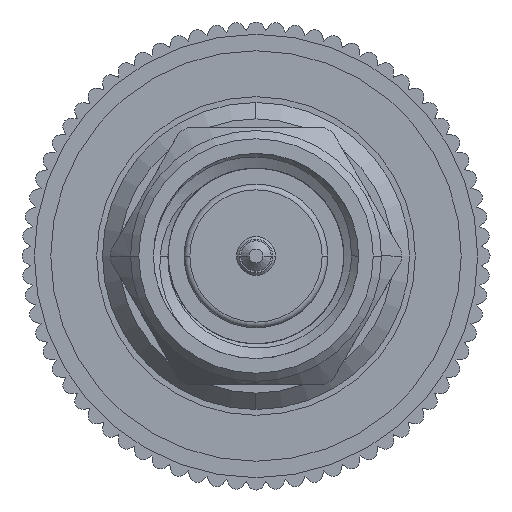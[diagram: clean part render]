
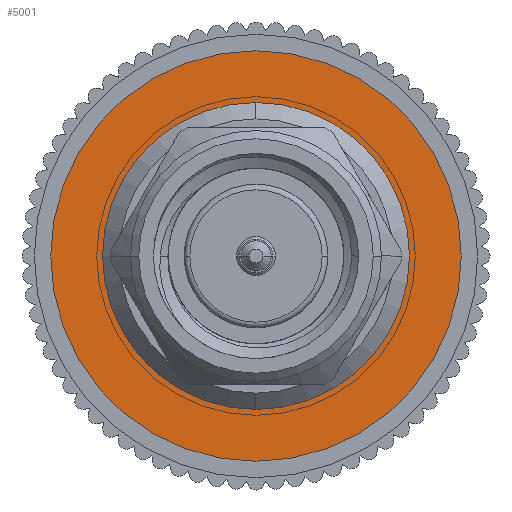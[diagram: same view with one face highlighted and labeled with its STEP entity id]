
A CAD part, left-side view. The second image highlights one B-rep face of the part: STEP entity #5001.
In plain terms, the highlighted face is planar.
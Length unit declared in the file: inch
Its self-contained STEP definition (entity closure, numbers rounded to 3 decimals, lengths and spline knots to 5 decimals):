
#181 = CARTESIAN_POINT ( 'NONE',  ( -0.25, 0., -0.572 ) ) ;
#430 = EDGE_LOOP ( 'NONE', ( #6361, #1389 ) ) ;
#1107 = FACE_BOUND ( 'NONE', #22505, .T. ) ;
#1389 = ORIENTED_EDGE ( 'NONE', *, *, #10940, .T. ) ;
#1865 = CARTESIAN_POINT ( 'NONE',  ( 0., 0., -0.572 ) ) ;
#1917 = EDGE_CURVE ( 'NONE', #21065, #11744, #2338, .T. ) ;
#2204 = AXIS2_PLACEMENT_3D ( 'NONE', #6188, #4465, #9746 ) ;
#2338 = CIRCLE ( 'NONE', #13353, 0.25 ) ;
#2948 = CARTESIAN_POINT ( 'NONE',  ( 0.187, 0., -0.572 ) ) ;
#3330 = CARTESIAN_POINT ( 'NONE',  ( 0., 0., -0.572 ) ) ;
#3502 = EDGE_CURVE ( 'NONE', #21446, #4947, #20220, .T. ) ;
#4465 = DIRECTION ( 'NONE',  ( 0., 0., -1. ) ) ;
#4947 = VERTEX_POINT ( 'NONE', #11120 ) ;
#5001 = ADVANCED_FACE ( 'NONE', ( #10070, #1107 ), #20460, .T. ) ;
#6188 = CARTESIAN_POINT ( 'NONE',  ( 0., 0., -0.572 ) ) ;
#6361 = ORIENTED_EDGE ( 'NONE', *, *, #1917, .T. ) ;
#7773 = AXIS2_PLACEMENT_3D ( 'NONE', #3330, #10558, #17604 ) ;
#7774 = AXIS2_PLACEMENT_3D ( 'NONE', #22089, #18727, #17109 ) ;
#8864 = DIRECTION ( 'NONE',  ( -1., 0., 0. ) ) ;
#9481 = CIRCLE ( 'NONE', #22410, 0.25 ) ;
#9746 = DIRECTION ( 'NONE',  ( -1., 0., 0. ) ) ;
#10070 = FACE_OUTER_BOUND ( 'NONE', #430, .T. ) ;
#10558 = DIRECTION ( 'NONE',  ( 0., 0., -1. ) ) ;
#10940 = EDGE_CURVE ( 'NONE', #11744, #21065, #9481, .T. ) ;
#11120 = CARTESIAN_POINT ( 'NONE',  ( -0.187, 0., -0.572 ) ) ;
#11207 = ORIENTED_EDGE ( 'NONE', *, *, #3502, .F. ) ;
#11708 = DIRECTION ( 'NONE',  ( -1., 0., 0. ) ) ;
#11744 = VERTEX_POINT ( 'NONE', #20203 ) ;
#12051 = DIRECTION ( 'NONE',  ( 0., 0., -1. ) ) ;
#12993 = ORIENTED_EDGE ( 'NONE', *, *, #20530, .F. ) ;
#13353 = AXIS2_PLACEMENT_3D ( 'NONE', #1865, #20985, #8864 ) ;
#17109 = DIRECTION ( 'NONE',  ( -1., 0., 0. ) ) ;
#17604 = DIRECTION ( 'NONE',  ( -1., 0., 0. ) ) ;
#18727 = DIRECTION ( 'NONE',  ( 0., 0., -1. ) ) ;
#18746 = CARTESIAN_POINT ( 'NONE',  ( 0., 0., -0.572 ) ) ;
#19216 = CIRCLE ( 'NONE', #7773, 0.187 ) ;
#20203 = CARTESIAN_POINT ( 'NONE',  ( 0.25, 0., -0.572 ) ) ;
#20220 = CIRCLE ( 'NONE', #2204, 0.187 ) ;
#20460 = PLANE ( 'NONE',  #7774 ) ;
#20530 = EDGE_CURVE ( 'NONE', #4947, #21446, #19216, .T. ) ;
#20985 = DIRECTION ( 'NONE',  ( 0., 0., -1. ) ) ;
#21065 = VERTEX_POINT ( 'NONE', #181 ) ;
#21446 = VERTEX_POINT ( 'NONE', #2948 ) ;
#22089 = CARTESIAN_POINT ( 'NONE',  ( 0., 0., -0.572 ) ) ;
#22410 = AXIS2_PLACEMENT_3D ( 'NONE', #18746, #12051, #11708 ) ;
#22505 = EDGE_LOOP ( 'NONE', ( #11207, #12993 ) ) ;
